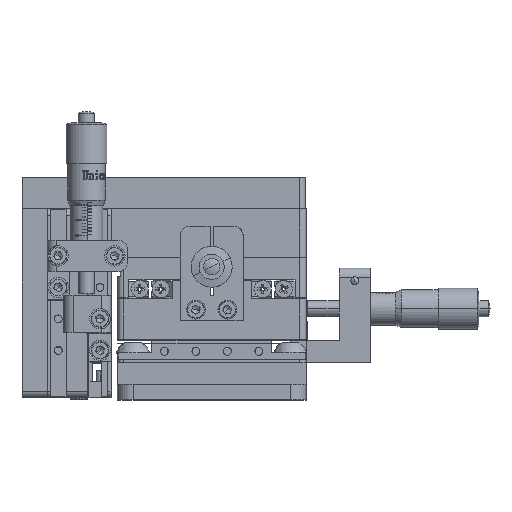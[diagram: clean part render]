
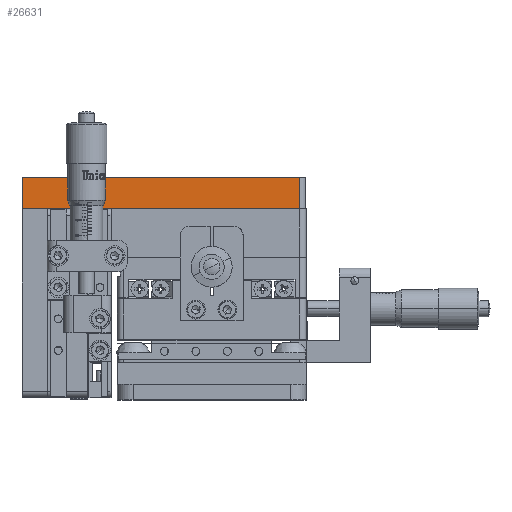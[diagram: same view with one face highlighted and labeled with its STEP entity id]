
A CAD part, top view. The second image highlights one B-rep face of the part: STEP entity #26631.
In plain terms, the highlighted planar face has unit normal (0, 0, 1).
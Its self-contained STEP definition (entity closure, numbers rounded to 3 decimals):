
#2985 = DIRECTION ( 'NONE',  ( 0., 0., -1. ) ) ;
#6636 = CARTESIAN_POINT ( 'NONE',  ( -60.3, 70.8, 30. ) ) ;
#7603 = EDGE_CURVE ( 'NONE', #22519, #42195, #70583, .T. ) ;
#8136 = EDGE_CURVE ( 'NONE', #90101, #22519, #76166, .T. ) ;
#9748 = EDGE_CURVE ( 'NONE', #90101, #62316, #66479, .T. ) ;
#9894 = PLANE ( 'NONE',  #76760 ) ;
#12872 = EDGE_CURVE ( 'NONE', #62316, #42195, #50183, .T. ) ;
#16706 = CARTESIAN_POINT ( 'NONE',  ( 27.9, 60.8, 30. ) ) ;
#21324 = ORIENTED_EDGE ( 'NONE', *, *, #7603, .F. ) ;
#22519 = VERTEX_POINT ( 'NONE', #96454 ) ;
#23476 = ORIENTED_EDGE ( 'NONE', *, *, #12872, .T. ) ;
#26631 = ADVANCED_FACE ( 'NONE', ( #48515 ), #9894, .F. ) ;
#28062 = VECTOR ( 'NONE', #91654, 1000. ) ;
#28709 = VECTOR ( 'NONE', #80688, 1000. ) ;
#29031 = DIRECTION ( 'NONE',  ( 0., -1., 0. ) ) ;
#31203 = ORIENTED_EDGE ( 'NONE', *, *, #8136, .F. ) ;
#42195 = VERTEX_POINT ( 'NONE', #16706 ) ;
#43658 = CARTESIAN_POINT ( 'NONE',  ( 27.9, 70.8, 30. ) ) ;
#46700 = VECTOR ( 'NONE', #29031, 1000. ) ;
#47513 = CARTESIAN_POINT ( 'NONE',  ( 27.9, 70.8, 30. ) ) ;
#48515 = FACE_OUTER_BOUND ( 'NONE', #87364, .T. ) ;
#50183 = LINE ( 'NONE', #54222, #28062 ) ;
#50499 = ORIENTED_EDGE ( 'NONE', *, *, #9748, .T. ) ;
#54222 = CARTESIAN_POINT ( 'NONE',  ( 27.9, 60.8, 30. ) ) ;
#54972 = DIRECTION ( 'NONE',  ( -1., 0., 0. ) ) ;
#56364 = VECTOR ( 'NONE', #62293, 1000. ) ;
#58751 = CARTESIAN_POINT ( 'NONE',  ( -60.3, 60.8, 30. ) ) ;
#62293 = DIRECTION ( 'NONE',  ( 1., 0., 0. ) ) ;
#62316 = VERTEX_POINT ( 'NONE', #58751 ) ;
#66479 = LINE ( 'NONE', #6636, #46700 ) ;
#70583 = LINE ( 'NONE', #43658, #28709 ) ;
#76166 = LINE ( 'NONE', #76610, #56364 ) ;
#76610 = CARTESIAN_POINT ( 'NONE',  ( 27.9, 70.8, 30. ) ) ;
#76760 = AXIS2_PLACEMENT_3D ( 'NONE', #47513, #2985, #54972 ) ;
#80688 = DIRECTION ( 'NONE',  ( 0., -1., 0. ) ) ;
#86746 = CARTESIAN_POINT ( 'NONE',  ( -60.3, 70.8, 30. ) ) ;
#87364 = EDGE_LOOP ( 'NONE', ( #23476, #21324, #31203, #50499 ) ) ;
#90101 = VERTEX_POINT ( 'NONE', #86746 ) ;
#91654 = DIRECTION ( 'NONE',  ( 1., 0., 0. ) ) ;
#96454 = CARTESIAN_POINT ( 'NONE',  ( 27.9, 70.8, 30. ) ) ;
